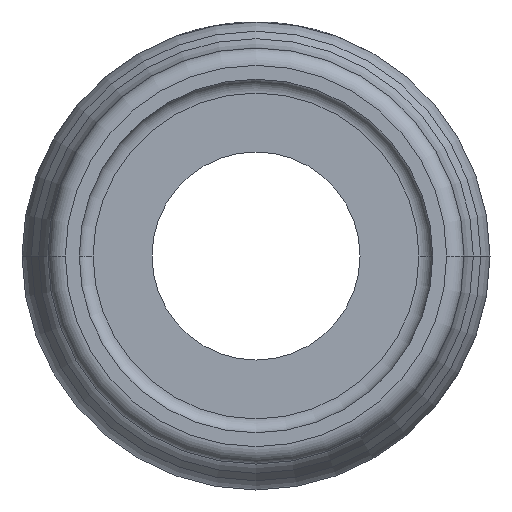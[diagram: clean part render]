
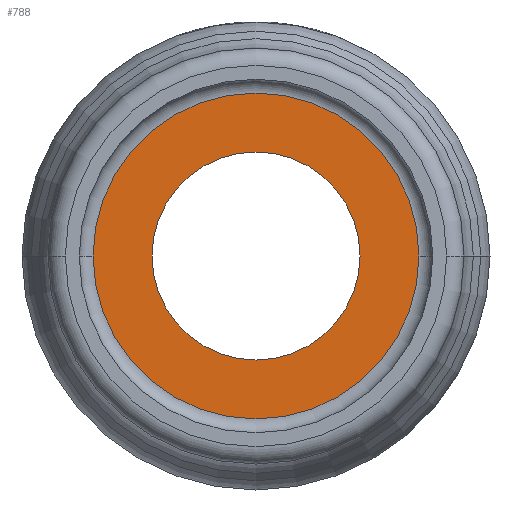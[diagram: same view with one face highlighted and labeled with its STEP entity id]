
A CAD part, front view. The second image highlights one B-rep face of the part: STEP entity #788.
In plain terms, the highlighted planar face has unit normal (0, -1, 0).
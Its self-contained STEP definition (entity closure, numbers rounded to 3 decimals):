
#788=ADVANCED_FACE('',(#2119,#2120),#2121,.F.);
#2119=FACE_OUTER_BOUND('',#5127,.T.);
#2120=FACE_BOUND('',#5128,.T.);
#2121=PLANE('',#5129);
#5127=EDGE_LOOP('',(#10177,#10178));
#5128=EDGE_LOOP('',(#10179,#10180));
#5129=AXIS2_PLACEMENT_3D('',#10181,#10182,#10183);
#10177=ORIENTED_EDGE('',*,*,#12341,.F.);
#10178=ORIENTED_EDGE('',*,*,#12339,.T.);
#10179=ORIENTED_EDGE('',*,*,#12342,.F.);
#10180=ORIENTED_EDGE('',*,*,#12343,.F.);
#10181=CARTESIAN_POINT('',(0.0,-19.0,0.0));
#10182=DIRECTION('',(0.0,1.0,0.0));
#10183=DIRECTION('',(-1.0,0.0,0.0));
#12339=EDGE_CURVE('',#15160,#15158,#15161,.T.);
#12341=EDGE_CURVE('',#15160,#15158,#15163,.T.);
#12342=EDGE_CURVE('',#15164,#15165,#15166,.T.);
#12343=EDGE_CURVE('',#15165,#15164,#15167,.T.);
#15158=VERTEX_POINT('',#20287);
#15160=VERTEX_POINT('',#20289);
#15161=CIRCLE('',#20290,4.7);
#15163=CIRCLE('',#20292,4.7);
#15164=VERTEX_POINT('',#20293);
#15165=VERTEX_POINT('',#20294);
#15166=CIRCLE('',#20295,3.0);
#15167=CIRCLE('',#20296,3.0);
#20287=CARTESIAN_POINT('',(4.7,-19.0,0.0));
#20289=CARTESIAN_POINT('',(-4.7,-19.0,0.0));
#20290=AXIS2_PLACEMENT_3D('',#22994,#22995,#22996);
#20292=AXIS2_PLACEMENT_3D('',#23000,#23001,#23002);
#20293=CARTESIAN_POINT('',(-3.0,-19.0,0.0));
#20294=CARTESIAN_POINT('',(3.0,-19.0,0.0));
#20295=AXIS2_PLACEMENT_3D('',#23003,#23004,#23005);
#20296=AXIS2_PLACEMENT_3D('',#23006,#23007,#23008);
#22994=CARTESIAN_POINT('',(0.0,-19.0,0.0));
#22995=DIRECTION('',(0.0,-1.0,0.0));
#22996=DIRECTION('',(-1.0,0.0,0.0));
#23000=CARTESIAN_POINT('',(0.0,-19.0,0.0));
#23001=DIRECTION('',(0.0,1.0,0.0));
#23002=DIRECTION('',(-1.0,0.0,0.0));
#23003=CARTESIAN_POINT('',(0.0,-19.0,0.0));
#23004=DIRECTION('',(0.0,-1.0,0.0));
#23005=DIRECTION('',(-1.0,0.0,0.0));
#23006=CARTESIAN_POINT('',(0.0,-19.0,0.0));
#23007=DIRECTION('',(0.0,-1.0,0.0));
#23008=DIRECTION('',(1.0,0.0,0.0));
